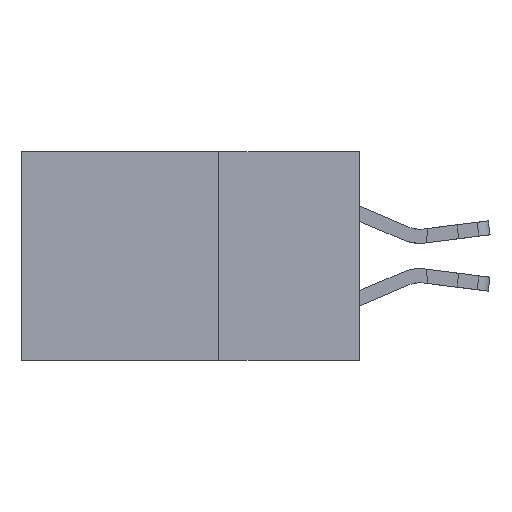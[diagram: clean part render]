
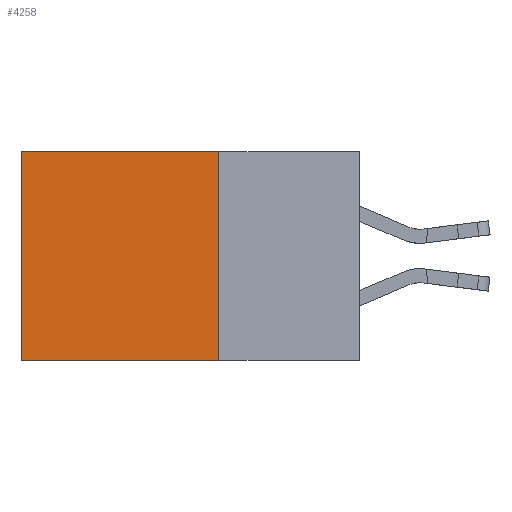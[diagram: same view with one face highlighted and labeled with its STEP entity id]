
A CAD part, left-side view. The second image highlights one B-rep face of the part: STEP entity #4258.
In plain terms, the highlighted planar face has unit normal (-1, 0, 0).
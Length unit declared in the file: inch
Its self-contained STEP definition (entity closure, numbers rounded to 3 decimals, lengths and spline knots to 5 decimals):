
#267 = CARTESIAN_POINT ( 'NONE',  ( 0.2875, 0.25, 0. ) ) ;
#844 = CARTESIAN_POINT ( 'NONE',  ( 0.2875, 0.25, -0.37 ) ) ;
#1176 = DIRECTION ( 'NONE',  ( 0., 0., -1. ) ) ;
#1477 = VECTOR ( 'NONE', #27565, 39.37008 ) ;
#2005 = ORIENTED_EDGE ( 'NONE', *, *, #10895, .T. ) ;
#3649 = VECTOR ( 'NONE', #33331, 39.37008 ) ;
#4258 = ADVANCED_FACE ( 'NONE', ( #18468 ), #27948, .F. ) ;
#7060 = AXIS2_PLACEMENT_3D ( 'NONE', #11871, #14652, #33283 ) ;
#8016 = LINE ( 'NONE', #267, #1477 ) ;
#10640 = CARTESIAN_POINT ( 'NONE',  ( 0.2875, 0.6, 0. ) ) ;
#10895 = EDGE_CURVE ( 'NONE', #24323, #17071, #8016, .T. ) ;
#11441 = EDGE_CURVE ( 'NONE', #16373, #18725, #32392, .T. ) ;
#11871 = CARTESIAN_POINT ( 'NONE',  ( 0.2875, 0.25, 0. ) ) ;
#13398 = LINE ( 'NONE', #33110, #33028 ) ;
#14652 = DIRECTION ( 'NONE',  ( 1., 0., 0. ) ) ;
#15447 = EDGE_CURVE ( 'NONE', #24323, #16373, #13398, .T. ) ;
#16373 = VERTEX_POINT ( 'NONE', #34207 ) ;
#17071 = VERTEX_POINT ( 'NONE', #10640 ) ;
#17626 = CARTESIAN_POINT ( 'NONE',  ( 0.2875, 0.6, -0.37 ) ) ;
#17748 = VECTOR ( 'NONE', #1176, 39.37008 ) ;
#18468 = FACE_OUTER_BOUND ( 'NONE', #29608, .T. ) ;
#18725 = VERTEX_POINT ( 'NONE', #17626 ) ;
#22199 = ORIENTED_EDGE ( 'NONE', *, *, #15447, .F. ) ;
#24323 = VERTEX_POINT ( 'NONE', #33836 ) ;
#25991 = ORIENTED_EDGE ( 'NONE', *, *, #11441, .F. ) ;
#27259 = EDGE_CURVE ( 'NONE', #17071, #18725, #31023, .T. ) ;
#27565 = DIRECTION ( 'NONE',  ( 0., 1., 0. ) ) ;
#27781 = DIRECTION ( 'NONE',  ( 0., 0., -1. ) ) ;
#27948 = PLANE ( 'NONE',  #7060 ) ;
#29608 = EDGE_LOOP ( 'NONE', ( #31834, #25991, #22199, #2005 ) ) ;
#31023 = LINE ( 'NONE', #33631, #17748 ) ;
#31834 = ORIENTED_EDGE ( 'NONE', *, *, #27259, .T. ) ;
#32392 = LINE ( 'NONE', #844, #3649 ) ;
#33028 = VECTOR ( 'NONE', #27781, 39.37008 ) ;
#33110 = CARTESIAN_POINT ( 'NONE',  ( 0.2875, 0.25, 0. ) ) ;
#33283 = DIRECTION ( 'NONE',  ( 0., 0., -1. ) ) ;
#33331 = DIRECTION ( 'NONE',  ( 0., 1., 0. ) ) ;
#33631 = CARTESIAN_POINT ( 'NONE',  ( 0.2875, 0.6, 0. ) ) ;
#33836 = CARTESIAN_POINT ( 'NONE',  ( 0.2875, 0.25, 0. ) ) ;
#34207 = CARTESIAN_POINT ( 'NONE',  ( 0.2875, 0.25, -0.37 ) ) ;
